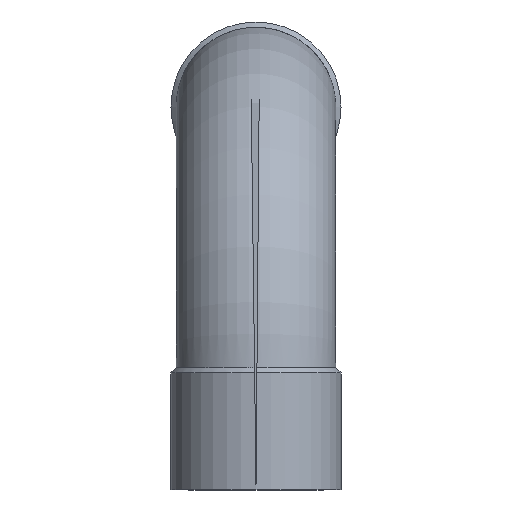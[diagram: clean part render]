
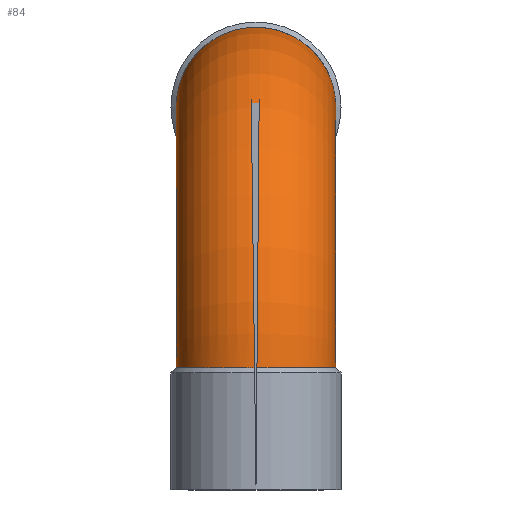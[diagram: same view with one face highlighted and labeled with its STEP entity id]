
A CAD part, left-side view. The second image highlights one B-rep face of the part: STEP entity #84.
In plain terms, the highlighted toroidal (fillet/blend) face has major radius 50 mm and minor radius 15 mm.
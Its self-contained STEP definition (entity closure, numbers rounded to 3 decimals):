
#43=TOROIDAL_SURFACE('',#249,50.,15.);
#84=ADVANCED_FACE('',(#110,#111),#43,.T.);
#110=FACE_BOUND('',#137,.T.);
#111=FACE_BOUND('',#138,.T.);
#137=EDGE_LOOP('',(#174,#175));
#138=EDGE_LOOP('',(#176,#177));
#174=ORIENTED_EDGE('',*,*,#214,.T.);
#175=ORIENTED_EDGE('',*,*,#215,.T.);
#176=ORIENTED_EDGE('',*,*,#205,.F.);
#177=ORIENTED_EDGE('',*,*,#203,.T.);
#186=VERTEX_POINT('',#736);
#187=VERTEX_POINT('',#737);
#194=VERTEX_POINT('',#1176);
#195=VERTEX_POINT('',#1177);
#203=EDGE_CURVE('',#186,#187,#219,.T.);
#205=EDGE_CURVE('',#186,#187,#220,.T.);
#214=EDGE_CURVE('',#195,#194,#224,.T.);
#215=EDGE_CURVE('',#194,#195,#225,.T.);
#219=B_SPLINE_CURVE_WITH_KNOTS('',3,(#726,#727,#728,#729,#730,#731,#732,
#733,#734,#735),.UNSPECIFIED.,.F.,.F.,(4,2,2,2,4),(0.,0.25,0.5,0.75,1.),
 .UNSPECIFIED.);
#220=B_SPLINE_CURVE_WITH_KNOTS('',3,(#740,#741,#742,#743,#744,#745,#746,
#747,#748,#749),.UNSPECIFIED.,.F.,.F.,(4,2,2,2,4),(0.,0.25,0.5,0.75,1.),
 .UNSPECIFIED.);
#224=B_SPLINE_CURVE_WITH_KNOTS('',3,(#1178,#1179,#1180,#1181,#1182,#1183,
#1184,#1185,#1186,#1187),.UNSPECIFIED.,.F.,.F.,(4,2,2,2,4),(0.,0.25,0.5,
0.75,1.),.UNSPECIFIED.);
#225=B_SPLINE_CURVE_WITH_KNOTS('',3,(#1189,#1190,#1191,#1192,#1193,#1194,
#1195,#1196,#1197,#1198),.UNSPECIFIED.,.F.,.F.,(4,2,2,2,4),(0.,0.25,0.5,
0.75,1.),.UNSPECIFIED.);
#249=AXIS2_PLACEMENT_3D('',#1202,#297,#298);
#297=DIRECTION('',(0.,-1.,0.));
#298=DIRECTION('',(0.,0.,-1.));
#726=CARTESIAN_POINT('',(189.005,-15.,22.));
#727=CARTESIAN_POINT('',(192.921,-15.001,21.997));
#728=CARTESIAN_POINT('',(196.815,-13.41,21.994));
#729=CARTESIAN_POINT('',(202.423,-7.804,21.988));
#730=CARTESIAN_POINT('',(204.015,-3.91,21.986));
#731=CARTESIAN_POINT('',(204.012,3.922,21.986));
#732=CARTESIAN_POINT('',(202.387,7.84,21.988));
#733=CARTESIAN_POINT('',(196.849,13.375,21.994));
#734=CARTESIAN_POINT('',(192.967,15.001,21.997));
#735=CARTESIAN_POINT('',(189.005,15.,22.));
#736=CARTESIAN_POINT('',(189.005,-15.,22.));
#737=CARTESIAN_POINT('',(189.005,15.,22.));
#740=CARTESIAN_POINT('',(189.005,-15.,22.));
#741=CARTESIAN_POINT('',(185.089,-14.999,22.));
#742=CARTESIAN_POINT('',(181.192,-13.402,22.));
#743=CARTESIAN_POINT('',(175.593,-7.793,22.));
#744=CARTESIAN_POINT('',(174.005,-3.902,22.));
#745=CARTESIAN_POINT('',(174.011,3.924,22.));
#746=CARTESIAN_POINT('',(175.635,7.84,22.));
#747=CARTESIAN_POINT('',(181.167,13.372,22.));
#748=CARTESIAN_POINT('',(185.046,14.999,22.));
#749=CARTESIAN_POINT('',(189.005,15.,22.));
#1176=CARTESIAN_POINT('',(238.,-15.,70.995));
#1177=CARTESIAN_POINT('',(238.,15.,70.995));
#1178=CARTESIAN_POINT('',(238.,15.,70.995));
#1179=CARTESIAN_POINT('',(238.003,15.001,67.069));
#1180=CARTESIAN_POINT('',(238.006,13.377,63.156));
#1181=CARTESIAN_POINT('',(238.012,7.853,57.622));
#1182=CARTESIAN_POINT('',(238.014,3.954,55.99));
#1183=CARTESIAN_POINT('',(238.014,-3.928,55.983));
#1184=CARTESIAN_POINT('',(238.012,-7.843,57.615));
#1185=CARTESIAN_POINT('',(238.006,-13.378,63.155));
#1186=CARTESIAN_POINT('',(238.003,-15.001,67.063));
#1187=CARTESIAN_POINT('',(238.,-15.,70.995));
#1189=CARTESIAN_POINT('',(238.,-15.,70.995));
#1190=CARTESIAN_POINT('',(238.,-14.999,74.91));
#1191=CARTESIAN_POINT('',(238.,-13.376,78.828));
#1192=CARTESIAN_POINT('',(238.,-7.843,84.364));
#1193=CARTESIAN_POINT('',(238.,-3.962,85.992));
#1194=CARTESIAN_POINT('',(238.,3.959,85.993));
#1195=CARTESIAN_POINT('',(238.,7.84,84.366));
#1196=CARTESIAN_POINT('',(238.,13.378,78.826));
#1197=CARTESIAN_POINT('',(238.,14.999,74.908));
#1198=CARTESIAN_POINT('',(238.,15.,70.995));
#1202=CARTESIAN_POINT('',(239.,0.,21.));
